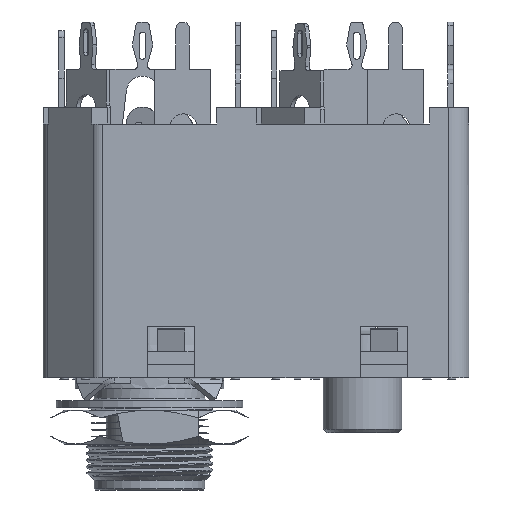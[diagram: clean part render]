
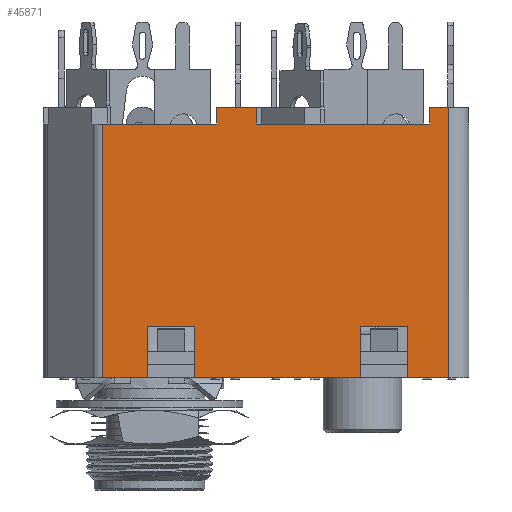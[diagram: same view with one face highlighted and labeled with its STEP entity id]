
A CAD part, front view. The second image highlights one B-rep face of the part: STEP entity #45871.
In plain terms, the highlighted planar face has unit normal (0, -1, 0).
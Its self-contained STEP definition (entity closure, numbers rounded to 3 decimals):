
#38112=CARTESIAN_POINT('',(14.26,-5.048,0.0));
#38113=VERTEX_POINT('',#38112);
#38121=CARTESIAN_POINT('',(11.22,-5.048,0.0));
#38122=VERTEX_POINT('',#38121);
#38123=CARTESIAN_POINT('',(14.26,-5.048,0.0));
#38124=DIRECTION('',(-1.0,0.0,0.0));
#38125=VECTOR('',#38124,3.04);
#38126=LINE('',#38123,#38125);
#38127=EDGE_CURVE('',#38113,#38122,#38126,.T.);
#38145=CARTESIAN_POINT('',(7.72,-5.048,0.0));
#38146=VERTEX_POINT('',#38145);
#38153=CARTESIAN_POINT('',(-4.54,-5.048,0.0));
#38154=VERTEX_POINT('',#38153);
#38155=CARTESIAN_POINT('',(7.72,-5.048,0.0));
#38156=DIRECTION('',(-1.0,0.0,0.0));
#38157=VECTOR('',#38156,12.26);
#38158=LINE('',#38155,#38157);
#38159=EDGE_CURVE('',#38146,#38154,#38158,.T.);
#38177=CARTESIAN_POINT('',(-8.04,-5.048,0.0));
#38178=VERTEX_POINT('',#38177);
#38185=CARTESIAN_POINT('',(-11.346,-5.048,0.0));
#38186=VERTEX_POINT('',#38185);
#38187=CARTESIAN_POINT('',(-8.04,-5.048,0.0));
#38188=DIRECTION('',(-1.0,0.0,0.0));
#38189=VECTOR('',#38188,3.306);
#38190=LINE('',#38187,#38189);
#38191=EDGE_CURVE('',#38178,#38186,#38190,.T.);
#44309=CARTESIAN_POINT('',(-11.346,-5.048,18.8));
#44310=VERTEX_POINT('',#44309);
#44318=CARTESIAN_POINT('',(-2.9,-5.048,18.8));
#44319=VERTEX_POINT('',#44318);
#44320=CARTESIAN_POINT('',(-2.9,-5.048,18.8));
#44321=DIRECTION('',(-1.0,0.0,0.0));
#44322=VECTOR('',#44321,8.446);
#44323=LINE('',#44320,#44322);
#44324=EDGE_CURVE('',#44319,#44310,#44323,.T.);
#44343=CARTESIAN_POINT('',(-11.346,-5.048,0.0));
#44344=DIRECTION('',(0.0,0.0,1.0));
#44345=VECTOR('',#44344,18.8);
#44346=LINE('',#44343,#44345);
#44347=EDGE_CURVE('',#38186,#44310,#44346,.T.);
#44424=CARTESIAN_POINT('',(14.26,-5.048,20.0));
#44425=VERTEX_POINT('',#44424);
#44433=CARTESIAN_POINT('',(14.26,-5.048,20.0));
#44434=DIRECTION('',(0.0,0.0,-1.0));
#44435=VECTOR('',#44434,20.0);
#44436=LINE('',#44433,#44435);
#44437=EDGE_CURVE('',#44425,#38113,#44436,.T.);
#44722=CARTESIAN_POINT('',(11.22,-5.048,3.8));
#44723=VERTEX_POINT('',#44722);
#44724=CARTESIAN_POINT('',(11.22,-5.048,3.8));
#44725=DIRECTION('',(0.0,0.0,-1.0));
#44726=VECTOR('',#44725,3.8);
#44727=LINE('',#44724,#44726);
#44728=EDGE_CURVE('',#44723,#38122,#44727,.T.);
#44749=CARTESIAN_POINT('',(7.72,-5.048,3.8));
#44750=VERTEX_POINT('',#44749);
#44757=CARTESIAN_POINT('',(7.72,-5.048,0.0));
#44758=DIRECTION('',(0.0,0.0,1.0));
#44759=VECTOR('',#44758,3.8);
#44760=LINE('',#44757,#44759);
#44761=EDGE_CURVE('',#38146,#44750,#44760,.T.);
#44775=CARTESIAN_POINT('',(7.72,-5.048,3.8));
#44776=DIRECTION('',(1.0,0.0,0.0));
#44777=VECTOR('',#44776,3.5);
#44778=LINE('',#44775,#44777);
#44779=EDGE_CURVE('',#44750,#44723,#44778,.T.);
#45072=CARTESIAN_POINT('',(-4.54,-5.048,3.8));
#45073=VERTEX_POINT('',#45072);
#45074=CARTESIAN_POINT('',(-4.54,-5.048,3.8));
#45075=DIRECTION('',(0.0,0.0,-1.0));
#45076=VECTOR('',#45075,3.8);
#45077=LINE('',#45074,#45076);
#45078=EDGE_CURVE('',#45073,#38154,#45077,.T.);
#45099=CARTESIAN_POINT('',(-8.04,-5.048,3.8));
#45100=VERTEX_POINT('',#45099);
#45107=CARTESIAN_POINT('',(-8.04,-5.048,0.0));
#45108=DIRECTION('',(0.0,0.0,1.0));
#45109=VECTOR('',#45108,3.8);
#45110=LINE('',#45107,#45109);
#45111=EDGE_CURVE('',#38178,#45100,#45110,.T.);
#45125=CARTESIAN_POINT('',(-8.04,-5.048,3.8));
#45126=DIRECTION('',(1.0,0.0,0.0));
#45127=VECTOR('',#45126,3.5);
#45128=LINE('',#45125,#45127);
#45129=EDGE_CURVE('',#45100,#45073,#45128,.T.);
#45316=CARTESIAN_POINT('',(0.,-5.048,18.8));
#45317=VERTEX_POINT('',#45316);
#45324=CARTESIAN_POINT('',(12.86,-5.048,18.8));
#45325=VERTEX_POINT('',#45324);
#45326=CARTESIAN_POINT('',(12.86,-5.048,18.8));
#45327=DIRECTION('',(-1.0,0.0,0.0));
#45328=VECTOR('',#45327,12.86);
#45329=LINE('',#45326,#45328);
#45330=EDGE_CURVE('',#45325,#45317,#45329,.T.);
#45544=CARTESIAN_POINT('',(-2.9,-5.048,20.));
#45545=VERTEX_POINT('',#45544);
#45562=CARTESIAN_POINT('',(-2.9,-5.048,18.8));
#45563=DIRECTION('',(0.0,0.0,1.0));
#45564=VECTOR('',#45563,1.2);
#45565=LINE('',#45562,#45564);
#45566=EDGE_CURVE('',#44319,#45545,#45565,.T.);
#45601=CARTESIAN_POINT('',(0.,-5.048,20.));
#45602=VERTEX_POINT('',#45601);
#45609=CARTESIAN_POINT('',(0.,-5.048,18.8));
#45610=DIRECTION('',(0.0,0.0,1.0));
#45611=VECTOR('',#45610,1.2);
#45612=LINE('',#45609,#45611);
#45613=EDGE_CURVE('',#45317,#45602,#45612,.T.);
#45625=CARTESIAN_POINT('',(0.,-5.048,20.0));
#45626=DIRECTION('',(-1.0,0.0,0.0));
#45627=VECTOR('',#45626,2.9);
#45628=LINE('',#45625,#45627);
#45629=EDGE_CURVE('',#45602,#45545,#45628,.T.);
#45762=CARTESIAN_POINT('',(12.86,-5.048,20.));
#45763=VERTEX_POINT('',#45762);
#45773=CARTESIAN_POINT('',(12.86,-5.048,18.8));
#45774=DIRECTION('',(0.0,0.0,1.0));
#45775=VECTOR('',#45774,1.2);
#45776=LINE('',#45773,#45775);
#45777=EDGE_CURVE('',#45325,#45763,#45776,.T.);
#45790=CARTESIAN_POINT('',(14.26,-5.048,20.0));
#45791=DIRECTION('',(-1.0,0.0,0.0));
#45792=VECTOR('',#45791,1.4);
#45793=LINE('',#45790,#45792);
#45794=EDGE_CURVE('',#44425,#45763,#45793,.T.);
#45846=CARTESIAN_POINT('',(15.76,-5.048,0.0));
#45847=DIRECTION('',(0.0,-1.0,0.0));
#45848=DIRECTION('',(0.0,0.0,-1.0));
#45849=AXIS2_PLACEMENT_3D('',#45846,#45847,#45848);
#45850=PLANE('',#45849);
#45851=ORIENTED_EDGE('',*,*,#44347,.F.);
#45852=ORIENTED_EDGE('',*,*,#38191,.F.);
#45853=ORIENTED_EDGE('',*,*,#45111,.T.);
#45854=ORIENTED_EDGE('',*,*,#45129,.T.);
#45855=ORIENTED_EDGE('',*,*,#45078,.T.);
#45856=ORIENTED_EDGE('',*,*,#38159,.F.);
#45857=ORIENTED_EDGE('',*,*,#44761,.T.);
#45858=ORIENTED_EDGE('',*,*,#44779,.T.);
#45859=ORIENTED_EDGE('',*,*,#44728,.T.);
#45860=ORIENTED_EDGE('',*,*,#38127,.F.);
#45861=ORIENTED_EDGE('',*,*,#44437,.F.);
#45862=ORIENTED_EDGE('',*,*,#45794,.T.);
#45863=ORIENTED_EDGE('',*,*,#45777,.F.);
#45864=ORIENTED_EDGE('',*,*,#45330,.T.);
#45865=ORIENTED_EDGE('',*,*,#45613,.T.);
#45866=ORIENTED_EDGE('',*,*,#45629,.T.);
#45867=ORIENTED_EDGE('',*,*,#45566,.F.);
#45868=ORIENTED_EDGE('',*,*,#44324,.T.);
#45869=EDGE_LOOP('',(#45851,#45852,#45853,#45854,#45855,#45856,#45857,#45858,#45859,#45860,#45861,#45862,#45863,#45864,#45865,#45866,#45867,#45868));
#45870=FACE_OUTER_BOUND('',#45869,.T.);
#45871=ADVANCED_FACE('',(#45870),#45850,.T.);
